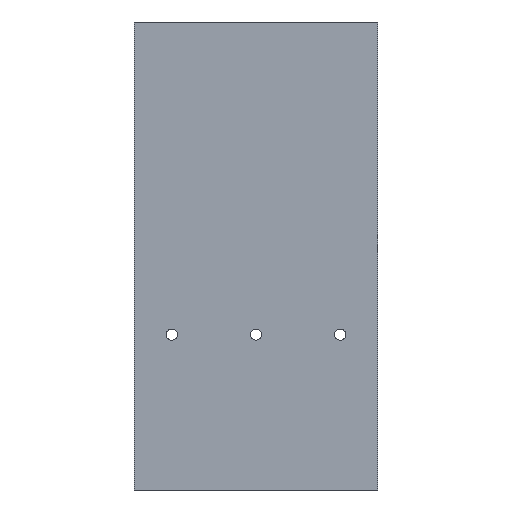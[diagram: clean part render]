
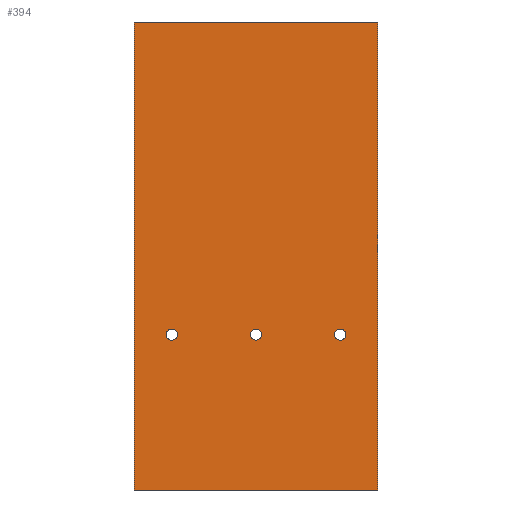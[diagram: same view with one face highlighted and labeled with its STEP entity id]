
A CAD part, left-side view. The second image highlights one B-rep face of the part: STEP entity #394.
In plain terms, the highlighted planar face has unit normal (-1, 0, 0).
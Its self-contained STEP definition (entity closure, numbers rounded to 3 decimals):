
#2 = CIRCLE ( 'NONE', #506, 3. ) ;
#3 = ORIENTED_EDGE ( 'NONE', *, *, #107, .F. ) ;
#6 = VERTEX_POINT ( 'NONE', #341 ) ;
#28 = AXIS2_PLACEMENT_3D ( 'NONE', #453, #189, #254 ) ;
#33 = FACE_OUTER_BOUND ( 'NONE', #234, .T. ) ;
#36 = ORIENTED_EDGE ( 'NONE', *, *, #369, .T. ) ;
#37 = FACE_BOUND ( 'NONE', #194, .T. ) ;
#40 = VECTOR ( 'NONE', #287, 1000. ) ;
#47 = EDGE_CURVE ( 'NONE', #316, #213, #190, .T. ) ;
#55 = EDGE_LOOP ( 'NONE', ( #295, #250 ) ) ;
#58 = VECTOR ( 'NONE', #204, 1000. ) ;
#60 = ORIENTED_EDGE ( 'NONE', *, *, #89, .T. ) ;
#65 = CARTESIAN_POINT ( 'NONE',  ( 5., 110., -170. ) ) ;
#69 = DIRECTION ( 'NONE',  ( 0., 0., 1. ) ) ;
#70 = PLANE ( 'NONE',  #432 ) ;
#89 = EDGE_CURVE ( 'NONE', #213, #276, #162, .T. ) ;
#98 = VERTEX_POINT ( 'NONE', #136 ) ;
#102 = ORIENTED_EDGE ( 'NONE', *, *, #298, .T. ) ;
#107 = EDGE_CURVE ( 'NONE', #374, #568, #175, .T. ) ;
#115 = AXIS2_PLACEMENT_3D ( 'NONE', #317, #146, #347 ) ;
#116 = CARTESIAN_POINT ( 'NONE',  ( 5., 130., -250. ) ) ;
#119 = ORIENTED_EDGE ( 'NONE', *, *, #47, .T. ) ;
#128 = CARTESIAN_POINT ( 'NONE',  ( 5., 0., -250. ) ) ;
#136 = CARTESIAN_POINT ( 'NONE',  ( 5., 20., -164. ) ) ;
#142 = CARTESIAN_POINT ( 'NONE',  ( 5., 0., -250. ) ) ;
#146 = DIRECTION ( 'NONE',  ( -1., 0., 0. ) ) ;
#147 = ORIENTED_EDGE ( 'NONE', *, *, #546, .F. ) ;
#148 = CIRCLE ( 'NONE', #408, 3. ) ;
#162 = LINE ( 'NONE', #238, #40 ) ;
#166 = CARTESIAN_POINT ( 'NONE',  ( 5., 130., -250. ) ) ;
#173 = DIRECTION ( 'NONE',  ( 0., 0., 1. ) ) ;
#175 = CIRCLE ( 'NONE', #282, 3. ) ;
#189 = DIRECTION ( 'NONE',  ( -1., 0., 0. ) ) ;
#190 = LINE ( 'NONE', #518, #537 ) ;
#194 = EDGE_LOOP ( 'NONE', ( #147, #436 ) ) ;
#195 = EDGE_CURVE ( 'NONE', #332, #243, #2, .T. ) ;
#197 = DIRECTION ( 'NONE',  ( 0., 1., 0. ) ) ;
#204 = DIRECTION ( 'NONE',  ( 0., -1., 0. ) ) ;
#206 = DIRECTION ( 'NONE',  ( -1., 0., 0. ) ) ;
#213 = VERTEX_POINT ( 'NONE', #456 ) ;
#217 = CARTESIAN_POINT ( 'NONE',  ( 5., 65., -167. ) ) ;
#220 = DIRECTION ( 'NONE',  ( 0., 0., 1. ) ) ;
#234 = EDGE_LOOP ( 'NONE', ( #60, #102, #36, #119 ) ) ;
#238 = CARTESIAN_POINT ( 'NONE',  ( 5., 130., 0. ) ) ;
#243 = VERTEX_POINT ( 'NONE', #543 ) ;
#250 = ORIENTED_EDGE ( 'NONE', *, *, #581, .F. ) ;
#254 = DIRECTION ( 'NONE',  ( 0., 0., 1. ) ) ;
#255 = EDGE_CURVE ( 'NONE', #98, #6, #331, .T. ) ;
#267 = DIRECTION ( 'NONE',  ( -1., 0., 0. ) ) ;
#276 = VERTEX_POINT ( 'NONE', #116 ) ;
#277 = VECTOR ( 'NONE', #540, 1000. ) ;
#282 = AXIS2_PLACEMENT_3D ( 'NONE', #217, #535, #173 ) ;
#287 = DIRECTION ( 'NONE',  ( 0., 0., -1. ) ) ;
#295 = ORIENTED_EDGE ( 'NONE', *, *, #195, .F. ) ;
#297 = DIRECTION ( 'NONE',  ( -1., 0., 0. ) ) ;
#298 = EDGE_CURVE ( 'NONE', #276, #333, #547, .T. ) ;
#308 = DIRECTION ( 'NONE',  ( -1., 0., 0. ) ) ;
#316 = VERTEX_POINT ( 'NONE', #391 ) ;
#317 = CARTESIAN_POINT ( 'NONE',  ( 5., 110., -167. ) ) ;
#331 = CIRCLE ( 'NONE', #531, 3. ) ;
#332 = VERTEX_POINT ( 'NONE', #65 ) ;
#333 = VERTEX_POINT ( 'NONE', #128 ) ;
#341 = CARTESIAN_POINT ( 'NONE',  ( 5., 20., -170. ) ) ;
#347 = DIRECTION ( 'NONE',  ( 0., 0., 1. ) ) ;
#352 = EDGE_LOOP ( 'NONE', ( #560, #3 ) ) ;
#355 = DIRECTION ( 'NONE',  ( 0., 0., 1. ) ) ;
#368 = CARTESIAN_POINT ( 'NONE',  ( 5., 65., -170. ) ) ;
#369 = EDGE_CURVE ( 'NONE', #333, #316, #405, .T. ) ;
#374 = VERTEX_POINT ( 'NONE', #534 ) ;
#388 = FACE_BOUND ( 'NONE', #352, .T. ) ;
#391 = CARTESIAN_POINT ( 'NONE',  ( 5., 0., 0. ) ) ;
#394 = ADVANCED_FACE ( 'NONE', ( #388, #33, #37, #508 ), #70, .T. ) ;
#397 = DIRECTION ( 'NONE',  ( 0., 0., 1. ) ) ;
#399 = EDGE_CURVE ( 'NONE', #568, #374, #148, .T. ) ;
#405 = LINE ( 'NONE', #142, #277 ) ;
#408 = AXIS2_PLACEMENT_3D ( 'NONE', #530, #297, #355 ) ;
#424 = CIRCLE ( 'NONE', #115, 3. ) ;
#432 = AXIS2_PLACEMENT_3D ( 'NONE', #495, #267, #397 ) ;
#436 = ORIENTED_EDGE ( 'NONE', *, *, #255, .F. ) ;
#437 = CARTESIAN_POINT ( 'NONE',  ( 5., 20., -167. ) ) ;
#453 = CARTESIAN_POINT ( 'NONE',  ( 5., 20., -167. ) ) ;
#456 = CARTESIAN_POINT ( 'NONE',  ( 5., 130., 0. ) ) ;
#495 = CARTESIAN_POINT ( 'NONE',  ( 5., 0., 0. ) ) ;
#497 = CARTESIAN_POINT ( 'NONE',  ( 5., 110., -167. ) ) ;
#506 = AXIS2_PLACEMENT_3D ( 'NONE', #497, #308, #220 ) ;
#508 = FACE_BOUND ( 'NONE', #55, .T. ) ;
#518 = CARTESIAN_POINT ( 'NONE',  ( 5., 0., 0. ) ) ;
#530 = CARTESIAN_POINT ( 'NONE',  ( 5., 65., -167. ) ) ;
#531 = AXIS2_PLACEMENT_3D ( 'NONE', #437, #206, #69 ) ;
#534 = CARTESIAN_POINT ( 'NONE',  ( 5., 65., -164. ) ) ;
#535 = DIRECTION ( 'NONE',  ( -1., 0., 0. ) ) ;
#537 = VECTOR ( 'NONE', #197, 1000. ) ;
#540 = DIRECTION ( 'NONE',  ( 0., 0., 1. ) ) ;
#543 = CARTESIAN_POINT ( 'NONE',  ( 5., 110., -164. ) ) ;
#546 = EDGE_CURVE ( 'NONE', #6, #98, #558, .T. ) ;
#547 = LINE ( 'NONE', #166, #58 ) ;
#558 = CIRCLE ( 'NONE', #28, 3. ) ;
#560 = ORIENTED_EDGE ( 'NONE', *, *, #399, .F. ) ;
#568 = VERTEX_POINT ( 'NONE', #368 ) ;
#581 = EDGE_CURVE ( 'NONE', #243, #332, #424, .T. ) ;
